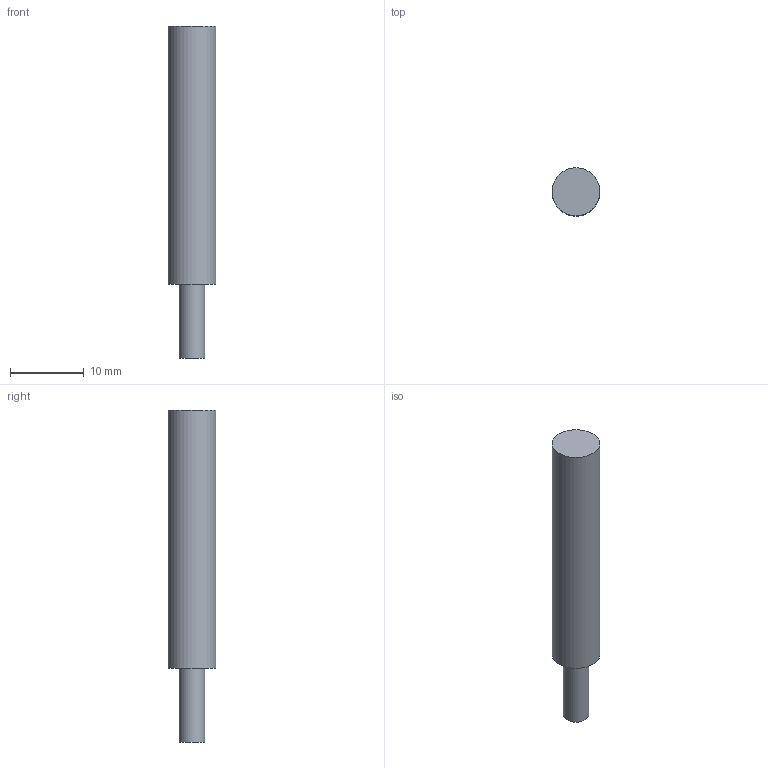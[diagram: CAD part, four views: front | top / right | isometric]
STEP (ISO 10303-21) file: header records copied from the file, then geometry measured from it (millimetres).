
FILE_DESCRIPTION(/* description */ ('STEP AP214'),/* implementation_level */ '2;1');
FILE_NAME(/* name */ '150378_SIEN-65B-PS-K-L',/* time_stamp */ '2024-09-15T05:22:42+02:00',/* author */ ('License CC BY-ND 4.0'),/* organization */ ('CADENAS'),/* preprocessor_version */ 'ST-DEVELOPER v19.3',/* originating_system */ 'PARTsolutions',/* authorisation */ ' ');
FILE_SCHEMA (('AUTOMOTIVE_DESIGN {1 0 10303 214 3 1 1}'));
Length unit declared in the file: millimetre
Products named in the file (2): 150378 SIEN-6,5B-PS-K-L---(0_0); 150378 SIEN-6,5B-PS-K-Lp---(0_0)
Assembly tree (1 placements, depth 2):
  150378 SIEN-6,5B-PS-K-L---(0_0)
    150378 SIEN-6,5B-PS-K-Lp---(0_0)
Bounding box: 6.5 x 6.5 x 45 mm (x, y, z)
Volume: 1257.6 mm3; surface area: 891 mm2
Topology: 1 solids, 1 shells, 5 faces, 6 edges, 4 vertices
Faces by surface type: plane 3, cylinder 2
Full cylindrical faces by diameter (mm): 3.5 x1, 6.5 x1
Entity records: 172 total; most frequent: DIRECTION 22, CARTESIAN_POINT 15, AXIS2_PLACEMENT_3D 11, ORIENTED_EDGE 8, EDGE_LOOP 8, FACE_BOUND 8, STYLED_ITEM 5, PRESENTATION_STYLE_ASSIGNMENT 5
